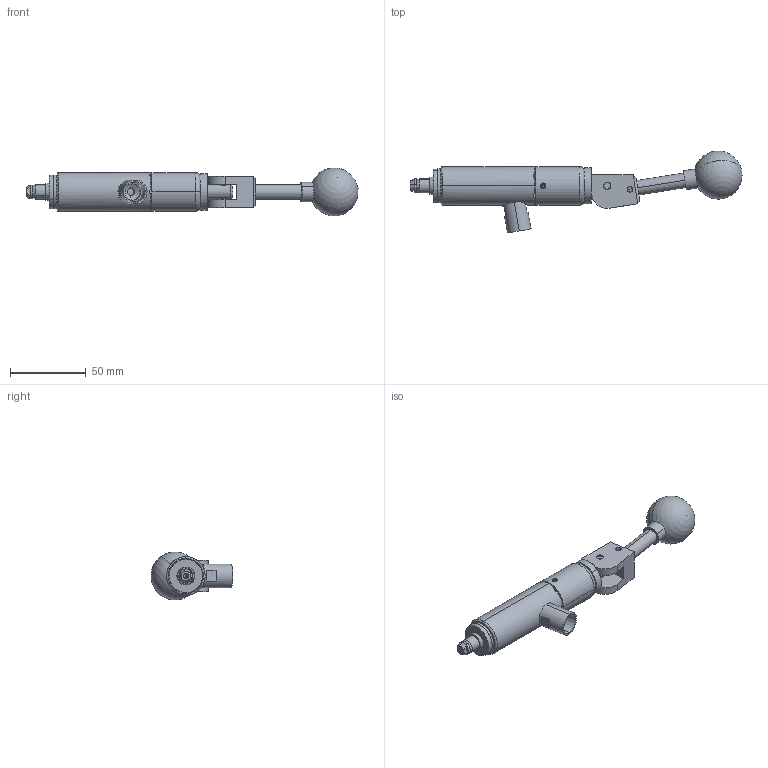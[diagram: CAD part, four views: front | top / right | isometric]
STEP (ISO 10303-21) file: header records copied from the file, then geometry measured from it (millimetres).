
FILE_DESCRIPTION (( 'STEP AP214' ), '1' );
FILE_NAME ('CTSC-003809.STEP', '2025-06-12T13:25:45', ( '' ), ( '' ), 'SwSTEP 2.0', 'SolidWorks 2023', '' );
FILE_SCHEMA (( 'AUTOMOTIVE_DESIGN' ));
Length unit declared in the file: inch
Products named in the file (1): CTSC-003809
Bounding box: 218.75 x 54.02 x 31.62 mm (x, y, z)
Volume: 83433.8 mm3; surface area: 25404 mm2
Topology: 10 solids, 10 shells, 293 faces, 710 edges, 446 vertices
Faces by surface type: cylinder 121, plane 106, cone 48, torus 9, sphere 6, bspline 3
Entity records: 13556 total; most frequent: CARTESIAN_POINT 3067, DIRECTION 1442, ORIENTED_EDGE 1398, EDGE_CURVE 699, AXIS2_PLACEMENT_3D 581, VERTEX_POINT 441, EDGE_LOOP 328, FACE_OUTER_BOUND 292
